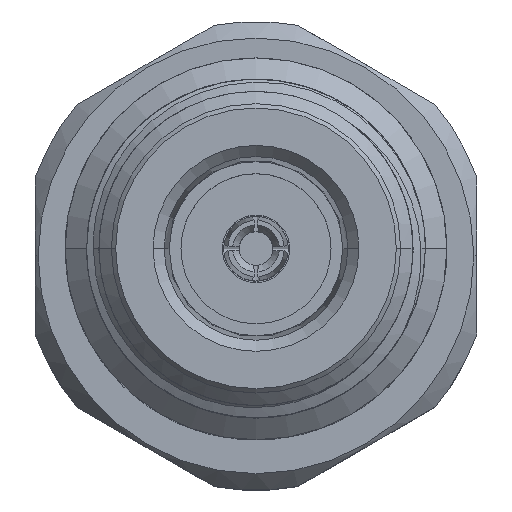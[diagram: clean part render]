
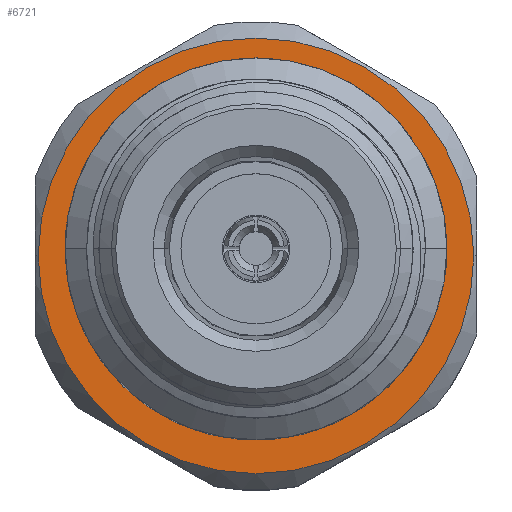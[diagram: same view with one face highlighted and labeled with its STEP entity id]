
A CAD part, top view. The second image highlights one B-rep face of the part: STEP entity #6721.
In plain terms, the highlighted face is planar.
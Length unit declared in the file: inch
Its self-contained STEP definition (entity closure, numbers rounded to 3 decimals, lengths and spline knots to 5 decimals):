
#539 = PLANE ( 'NONE',  #604 ) ;
#604 = AXIS2_PLACEMENT_3D ( 'NONE', #4111, #6025, #12581 ) ;
#1749 = VERTEX_POINT ( 'NONE', #12963 ) ;
#1926 = ORIENTED_EDGE ( 'NONE', *, *, #3994, .T. ) ;
#2004 = CIRCLE ( 'NONE', #10362, 0.31084 ) ;
#2282 = DIRECTION ( 'NONE',  ( 0., 0., -1. ) ) ;
#2584 = DIRECTION ( 'NONE',  ( 0., 0., -1. ) ) ;
#3337 = CARTESIAN_POINT ( 'NONE',  ( 0.66917, 0., 0. ) ) ;
#3592 = CARTESIAN_POINT ( 'NONE',  ( 0.66917, 0., 0. ) ) ;
#3804 = AXIS2_PLACEMENT_3D ( 'NONE', #3592, #12070, #2584 ) ;
#3994 = EDGE_CURVE ( 'NONE', #4676, #5449, #8238, .T. ) ;
#4111 = CARTESIAN_POINT ( 'NONE',  ( 0.66917, 0., 0. ) ) ;
#4132 = DIRECTION ( 'NONE',  ( -1., 0., 0. ) ) ;
#4160 = DIRECTION ( 'NONE',  ( -1., 0., 0. ) ) ;
#4345 = ORIENTED_EDGE ( 'NONE', *, *, #12344, .T. ) ;
#4383 = AXIS2_PLACEMENT_3D ( 'NONE', #9752, #10720, #2282 ) ;
#4456 = ORIENTED_EDGE ( 'NONE', *, *, #12167, .T. ) ;
#4622 = FACE_OUTER_BOUND ( 'NONE', #7980, .T. ) ;
#4676 = VERTEX_POINT ( 'NONE', #7615 ) ;
#5159 = VERTEX_POINT ( 'NONE', #8495 ) ;
#5191 = DIRECTION ( 'NONE',  ( 0., 0., 1. ) ) ;
#5344 = CIRCLE ( 'NONE', #7773, 0.31084 ) ;
#5449 = VERTEX_POINT ( 'NONE', #12227 ) ;
#6025 = DIRECTION ( 'NONE',  ( 1., 0., 0. ) ) ;
#6475 = ORIENTED_EDGE ( 'NONE', *, *, #10768, .T. ) ;
#6613 = EDGE_LOOP ( 'NONE', ( #4456, #6475 ) ) ;
#6721 = ADVANCED_FACE ( 'NONE', ( #12117, #4622 ), #539, .T. ) ;
#7615 = CARTESIAN_POINT ( 'NONE',  ( 0.66917, 0., -0.40053 ) ) ;
#7773 = AXIS2_PLACEMENT_3D ( 'NONE', #3337, #4160, #8401 ) ;
#7980 = EDGE_LOOP ( 'NONE', ( #4345, #1926 ) ) ;
#8238 = CIRCLE ( 'NONE', #3804, 0.40053 ) ;
#8401 = DIRECTION ( 'NONE',  ( 0., 0., 1. ) ) ;
#8495 = CARTESIAN_POINT ( 'NONE',  ( 0.66917, 0., -0.31084 ) ) ;
#9752 = CARTESIAN_POINT ( 'NONE',  ( 0.66917, 0., 0. ) ) ;
#10362 = AXIS2_PLACEMENT_3D ( 'NONE', #12138, #4132, #5191 ) ;
#10720 = DIRECTION ( 'NONE',  ( 1., 0., 0. ) ) ;
#10768 = EDGE_CURVE ( 'NONE', #5159, #1749, #5344, .T. ) ;
#11286 = CIRCLE ( 'NONE', #4383, 0.40053 ) ;
#12070 = DIRECTION ( 'NONE',  ( 1., 0., 0. ) ) ;
#12117 = FACE_BOUND ( 'NONE', #6613, .T. ) ;
#12138 = CARTESIAN_POINT ( 'NONE',  ( 0.66917, 0., 0. ) ) ;
#12167 = EDGE_CURVE ( 'NONE', #1749, #5159, #2004, .T. ) ;
#12227 = CARTESIAN_POINT ( 'NONE',  ( 0.66917, 0., 0.40053 ) ) ;
#12344 = EDGE_CURVE ( 'NONE', #5449, #4676, #11286, .T. ) ;
#12581 = DIRECTION ( 'NONE',  ( 0., 0., -1. ) ) ;
#12963 = CARTESIAN_POINT ( 'NONE',  ( 0.66917, 0., 0.31084 ) ) ;
